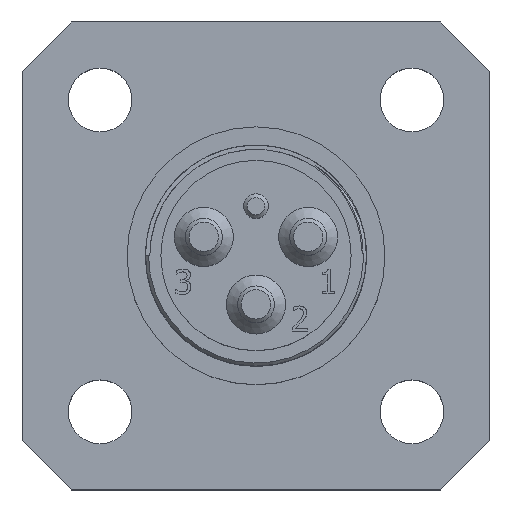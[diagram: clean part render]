
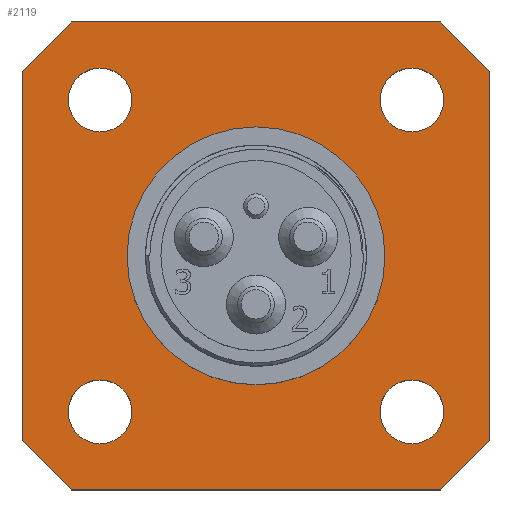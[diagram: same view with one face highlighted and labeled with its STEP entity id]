
A CAD part, top view. The second image highlights one B-rep face of the part: STEP entity #2119.
In plain terms, the highlighted planar face has unit normal (0, 0, 1).
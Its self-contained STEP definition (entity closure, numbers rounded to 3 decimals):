
#103=FACE_BOUND($,#584,.T.);
#104=FACE_BOUND($,#585,.T.);
#105=FACE_BOUND($,#586,.T.);
#106=FACE_BOUND($,#587,.T.);
#107=FACE_BOUND($,#588,.T.);
#154=CIRCLE($,#2248,2.6);
#155=CIRCLE($,#2250,2.6);
#156=CIRCLE($,#2252,2.6);
#157=CIRCLE($,#2254,2.6);
#163=CIRCLE($,#2266,10.5);
#400=FACE_OUTER_BOUND($,#583,.T.);
#583=EDGE_LOOP($,(#1844,#1845,#1846,#1847,#1848,#1849,#1850,#1851));
#584=EDGE_LOOP($,(#1852));
#585=EDGE_LOOP($,(#1853));
#586=EDGE_LOOP($,(#1854));
#587=EDGE_LOOP($,(#1855));
#588=EDGE_LOOP($,(#1856));
#703=LINE($,#4137,#841);
#709=LINE($,#4148,#847);
#717=LINE($,#4174,#855);
#719=LINE($,#4178,#857);
#721=LINE($,#4183,#859);
#723=LINE($,#4187,#861);
#725=LINE($,#4190,#863);
#726=LINE($,#4287,#864);
#841=VECTOR($,#2524,5.657);
#847=VECTOR($,#2532,30.1);
#855=VECTOR($,#2554,5.657);
#857=VECTOR($,#2558,30.1);
#859=VECTOR($,#2562,5.657);
#861=VECTOR($,#2566,30.1);
#863=VECTOR($,#2570,5.657);
#864=VECTOR($,#2701,30.1);
#1007=VERTEX_POINT($,#4135);
#1008=VERTEX_POINT($,#4136);
#1012=VERTEX_POINT($,#4146);
#1023=VERTEX_POINT($,#4172);
#1024=VERTEX_POINT($,#4176);
#1025=VERTEX_POINT($,#4180);
#1026=VERTEX_POINT($,#4182);
#1027=VERTEX_POINT($,#4186);
#1049=VERTEX_POINT($,#4256);
#1050=VERTEX_POINT($,#4259);
#1051=VERTEX_POINT($,#4262);
#1052=VERTEX_POINT($,#4265);
#1058=VERTEX_POINT($,#4283);
#1265=EDGE_CURVE($,#1007,#1008,#703,.T.);
#1271=EDGE_CURVE($,#1012,#1007,#709,.T.);
#1284=EDGE_CURVE($,#1023,#1012,#717,.T.);
#1286=EDGE_CURVE($,#1024,#1023,#719,.T.);
#1288=EDGE_CURVE($,#1025,#1026,#721,.T.);
#1290=EDGE_CURVE($,#1026,#1027,#723,.T.);
#1292=EDGE_CURVE($,#1027,#1024,#725,.T.);
#1314=EDGE_CURVE($,#1049,#1049,#154,.T.);
#1315=EDGE_CURVE($,#1050,#1050,#155,.T.);
#1316=EDGE_CURVE($,#1051,#1051,#156,.T.);
#1317=EDGE_CURVE($,#1052,#1052,#157,.T.);
#1323=EDGE_CURVE($,#1058,#1058,#163,.T.);
#1324=EDGE_CURVE($,#1008,#1025,#726,.T.);
#1844=ORIENTED_EDGE($,*,*,#1265,.F.);
#1845=ORIENTED_EDGE($,*,*,#1271,.F.);
#1846=ORIENTED_EDGE($,*,*,#1284,.F.);
#1847=ORIENTED_EDGE($,*,*,#1286,.F.);
#1848=ORIENTED_EDGE($,*,*,#1292,.F.);
#1849=ORIENTED_EDGE($,*,*,#1290,.F.);
#1850=ORIENTED_EDGE($,*,*,#1288,.F.);
#1851=ORIENTED_EDGE($,*,*,#1324,.F.);
#1852=ORIENTED_EDGE($,*,*,#1314,.T.);
#1853=ORIENTED_EDGE($,*,*,#1315,.T.);
#1854=ORIENTED_EDGE($,*,*,#1316,.T.);
#1855=ORIENTED_EDGE($,*,*,#1317,.T.);
#1856=ORIENTED_EDGE($,*,*,#1323,.T.);
#1910=PLANE($,#2269);
#2119=ADVANCED_FACE($,(#400,#103,#104,#105,#106,#107),#1910,.T.);
#2248=AXIS2_PLACEMENT_3D($,#4257,#2659,#2660);
#2250=AXIS2_PLACEMENT_3D($,#4260,#2663,#2664);
#2252=AXIS2_PLACEMENT_3D($,#4263,#2667,#2668);
#2254=AXIS2_PLACEMENT_3D($,#4266,#2671,#2672);
#2266=AXIS2_PLACEMENT_3D($,#4284,#2695,#2696);
#2269=AXIS2_PLACEMENT_3D($,#4288,#2702,#2703);
#2524=DIRECTION($,(0.707,0.707,0.));
#2532=DIRECTION($,(0.,1.,0.));
#2554=DIRECTION($,(-0.707,0.707,0.));
#2558=DIRECTION($,(-1.,0.,0.));
#2562=DIRECTION($,(0.707,-0.707,0.));
#2566=DIRECTION($,(0.,-1.,0.));
#2570=DIRECTION($,(-0.707,-0.707,0.));
#2659=DIRECTION('center_axis',(0.,0.,-1.));
#2660=DIRECTION('ref_axis',(0.,-1.,0.));
#2663=DIRECTION('center_axis',(0.,0.,-1.));
#2664=DIRECTION('ref_axis',(-1.,0.,0.));
#2667=DIRECTION('center_axis',(0.,0.,-1.));
#2668=DIRECTION('ref_axis',(0.,1.,0.));
#2671=DIRECTION('center_axis',(0.,0.,-1.));
#2672=DIRECTION('ref_axis',(1.,0.,0.));
#2695=DIRECTION('center_axis',(0.,0.,-1.));
#2696=DIRECTION('ref_axis',(-1.,0.,0.));
#2701=DIRECTION($,(1.,0.,0.));
#2702=DIRECTION('center_axis',(0.,0.,1.));
#2703=DIRECTION('ref_axis',(1.,0.,0.));
#4135=CARTESIAN_POINT('',(-19.05,15.05,3.95));
#4136=CARTESIAN_POINT('',(-15.05,19.05,3.95));
#4137=CARTESIAN_POINT($,(-17.05,17.05,3.95));
#4146=CARTESIAN_POINT('',(-19.05,-15.05,3.95));
#4148=CARTESIAN_POINT($,(-19.05,-19.05,3.95));
#4172=CARTESIAN_POINT('',(-15.05,-19.05,3.95));
#4174=CARTESIAN_POINT($,(-17.05,-17.05,3.95));
#4176=CARTESIAN_POINT('',(15.05,-19.05,3.95));
#4178=CARTESIAN_POINT($,(19.05,-19.05,3.95));
#4180=CARTESIAN_POINT('',(15.05,19.05,3.95));
#4182=CARTESIAN_POINT('',(19.05,15.05,3.95));
#4183=CARTESIAN_POINT($,(17.05,17.05,3.95));
#4186=CARTESIAN_POINT('',(19.05,-15.05,3.95));
#4187=CARTESIAN_POINT($,(19.05,19.05,3.95));
#4190=CARTESIAN_POINT($,(17.05,-17.05,3.95));
#4256=CARTESIAN_POINT('',(12.7,10.1,3.95));
#4257=CARTESIAN_POINT('Origin',(12.7,12.7,3.95));
#4259=CARTESIAN_POINT('',(10.1,-12.7,3.95));
#4260=CARTESIAN_POINT('Origin',(12.7,-12.7,3.95));
#4262=CARTESIAN_POINT('',(-12.7,-10.1,3.95));
#4263=CARTESIAN_POINT('Origin',(-12.7,-12.7,3.95));
#4265=CARTESIAN_POINT('',(-10.1,12.7,3.95));
#4266=CARTESIAN_POINT('Origin',(-12.7,12.7,3.95));
#4283=CARTESIAN_POINT('',(10.5,0.,3.95));
#4284=CARTESIAN_POINT('Origin',(0.,0.,3.95));
#4287=CARTESIAN_POINT($,(-19.05,19.05,3.95));
#4288=CARTESIAN_POINT('Origin',(0.,0.,
3.95));
